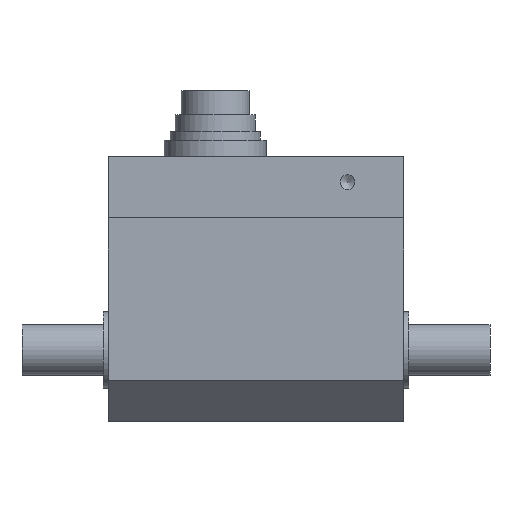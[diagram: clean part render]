
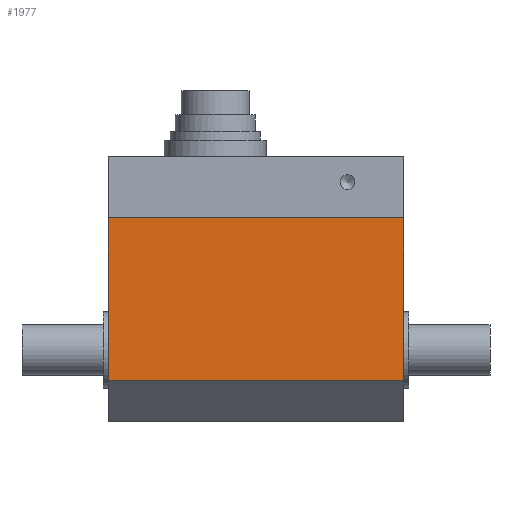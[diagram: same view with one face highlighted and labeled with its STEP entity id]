
A CAD part, front view. The second image highlights one B-rep face of the part: STEP entity #1977.
In plain terms, the highlighted planar face has unit normal (0, -1, 0).
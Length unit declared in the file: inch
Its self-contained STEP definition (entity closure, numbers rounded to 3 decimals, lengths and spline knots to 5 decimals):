
#50=LINE('',#3130,#150);
#64=LINE('',#3159,#164);
#65=LINE('',#3163,#165);
#66=LINE('',#3164,#166);
#150=VECTOR('',#2539,1.25984);
#164=VECTOR('',#2563,1.25984);
#165=VECTOR('',#2568,2.28346);
#166=VECTOR('',#2569,2.28346);
#273=PLANE('',#2171);
#478=FACE_OUTER_BOUND('',#656,.T.);
#656=EDGE_LOOP('',(#1465,#1466,#1467,#1468));
#987=VERTEX_POINT('',#3126);
#989=VERTEX_POINT('',#3129);
#998=VERTEX_POINT('',#3155);
#999=VERTEX_POINT('',#3157);
#1170=EDGE_CURVE('',#989,#987,#50,.T.);
#1185=EDGE_CURVE('',#999,#998,#64,.T.);
#1187=EDGE_CURVE('',#998,#987,#65,.T.);
#1188=EDGE_CURVE('',#999,#989,#66,.T.);
#1465=ORIENTED_EDGE('',*,*,#1187,.F.);
#1466=ORIENTED_EDGE('',*,*,#1185,.F.);
#1467=ORIENTED_EDGE('',*,*,#1188,.T.);
#1468=ORIENTED_EDGE('',*,*,#1170,.T.);
#1977=ADVANCED_FACE('',(#478),#273,.T.);
#2171=AXIS2_PLACEMENT_3D('',#3162,#2566,#2567);
#2539=DIRECTION('',(0.,0.,-1.));
#2563=DIRECTION('',(0.,0.,-1.));
#2566=DIRECTION('center_axis',(0.,-1.,0.));
#2567=DIRECTION('ref_axis',(0.,0.,1.));
#2568=DIRECTION('',(-1.,0.,0.));
#2569=DIRECTION('',(-1.,0.,0.));
#3126=CARTESIAN_POINT('',(1.69276,-1.37764,2.10832));
#3129=CARTESIAN_POINT('',(1.69276,-1.37764,3.36817));
#3130=CARTESIAN_POINT('',(1.69276,-1.37764,3.36817));
#3155=CARTESIAN_POINT('',(3.97622,-1.37764,2.10832));
#3157=CARTESIAN_POINT('',(3.97622,-1.37764,3.36817));
#3159=CARTESIAN_POINT('',(3.97622,-1.37764,3.36817));
#3162=CARTESIAN_POINT('Origin',(3.97622,-1.37764,3.36817));
#3163=CARTESIAN_POINT('',(3.97622,-1.37764,2.10832));
#3164=CARTESIAN_POINT('',(3.97622,-1.37764,3.36817));
